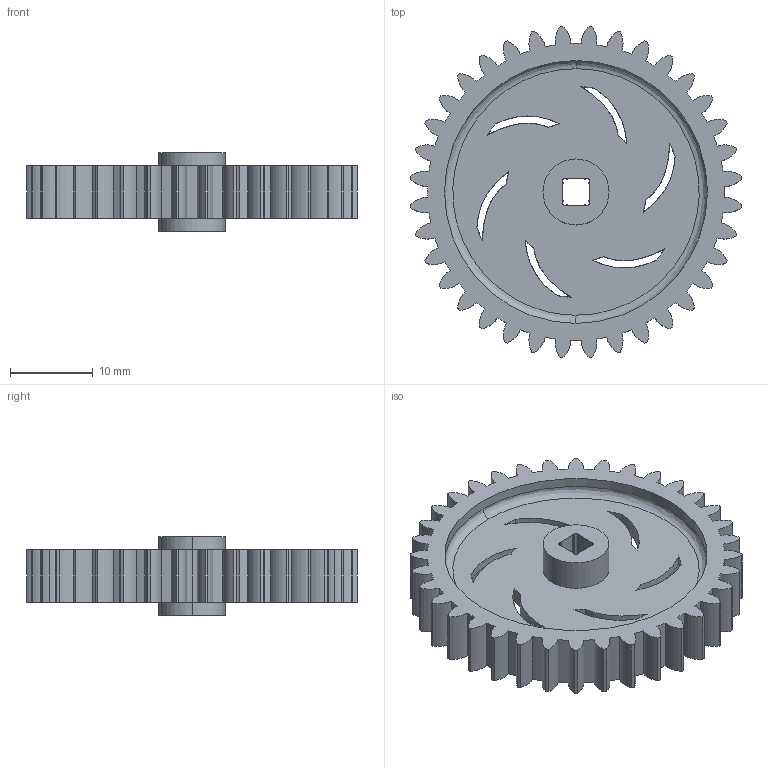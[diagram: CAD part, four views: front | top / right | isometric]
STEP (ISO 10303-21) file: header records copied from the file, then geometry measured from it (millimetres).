
FILE_DESCRIPTION (( 'STEP AP203' ), '1' );
FILE_NAME ('VEX-36-TOOTH-GEAR.STEP', '2007-08-25T22:31:59', ( 'Innovation First, Inc.' ), ( 'Innovation First, Inc.' ), 'SwSTEP 2.0', 'SolidWorks 2006052', '' );
FILE_SCHEMA (( 'CONFIG_CONTROL_DESIGN' ));
Length unit declared in the file: inch
Products named in the file (1): VEX-36-TOOTH-GEAR
Bounding box: 40.08 x 40.08 x 9.53 mm (x, y, z)
Volume: 3929.7 mm3; surface area: 4475.6 mm2
Topology: 1 solids, 1 shells, 295 faces, 843 edges, 554 vertices
Faces by surface type: cylinder 185, plane 58, bspline 28, cone 24
Entity records: 11660 total; most frequent: CARTESIAN_POINT 3713, DIRECTION 1705, ORIENTED_EDGE 1686, EDGE_CURVE 843, AXIS2_PLACEMENT_3D 682, VERTEX_POINT 554, CIRCLE 414, VECTOR 341
